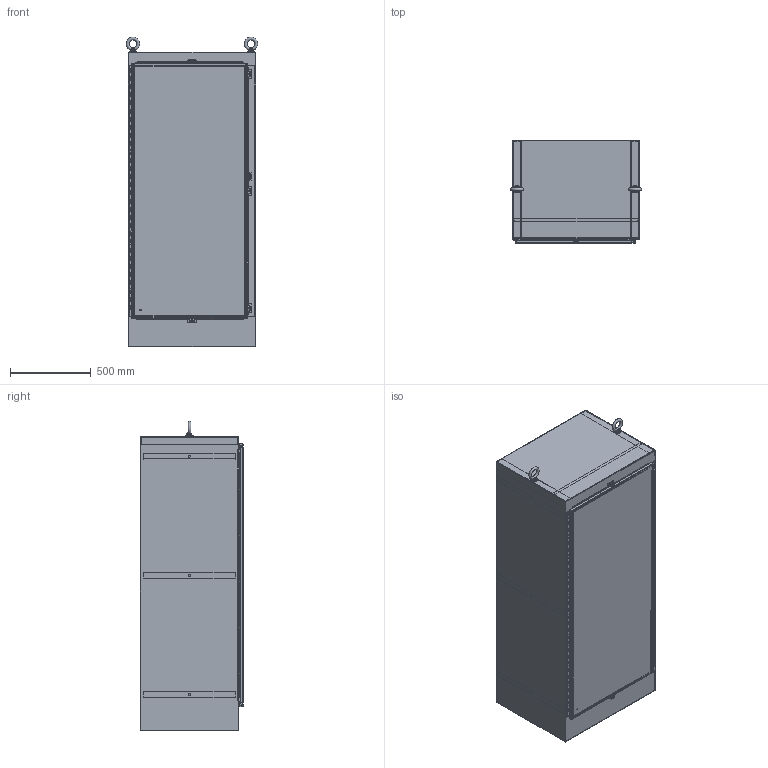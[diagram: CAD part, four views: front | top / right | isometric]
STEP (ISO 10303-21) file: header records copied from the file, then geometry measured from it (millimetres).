
FILE_DESCRIPTION (( 'STEP AP214' ), '1' );
FILE_NAME ('1418N4SSX24.STEP', '2019-11-02T15:14:37', ( '' ), ( '' ), 'SwSTEP 2.0', 'SolidWorks 2019', '' );
FILE_SCHEMA (( 'AUTOMOTIVE_DESIGN' ));
Length unit declared in the file: inch
Products named in the file (1): 1418N4SSX24
Bounding box: 815.78 x 642.87 x 1923.21 mm (x, y, z)
Volume: 17601159.1 mm3; surface area: 14692978.2 mm2
Topology: 52 solids, 53 shells, 1734 faces, 4638 edges, 3029 vertices
Faces by surface type: plane 1076, cylinder 574, bspline 60, cone 16, torus 8
Full cylindrical faces by diameter (mm): 2.54 x1, 3.175 x1, 5.41 x5, 6.198 x5, 6.35 x2, 6.731 x5, 7.722 x10, 7.937 x1, 7.938 x1, 9.906 x5, 12.7 x14, 13.376 x2, 15.875 x2, 17.272 x2, 18.75 x2, 19.05 x4, 31.75 x2, 38.1 x2, 44.45 x2
Entity records: 63405 total; most frequent: CARTESIAN_POINT 19182, ORIENTED_EDGE 9096, DIRECTION 8862, EDGE_CURVE 4548, VECTOR 3188, LINE 3188, VERTEX_POINT 3027, AXIS2_PLACEMENT_3D 2837
